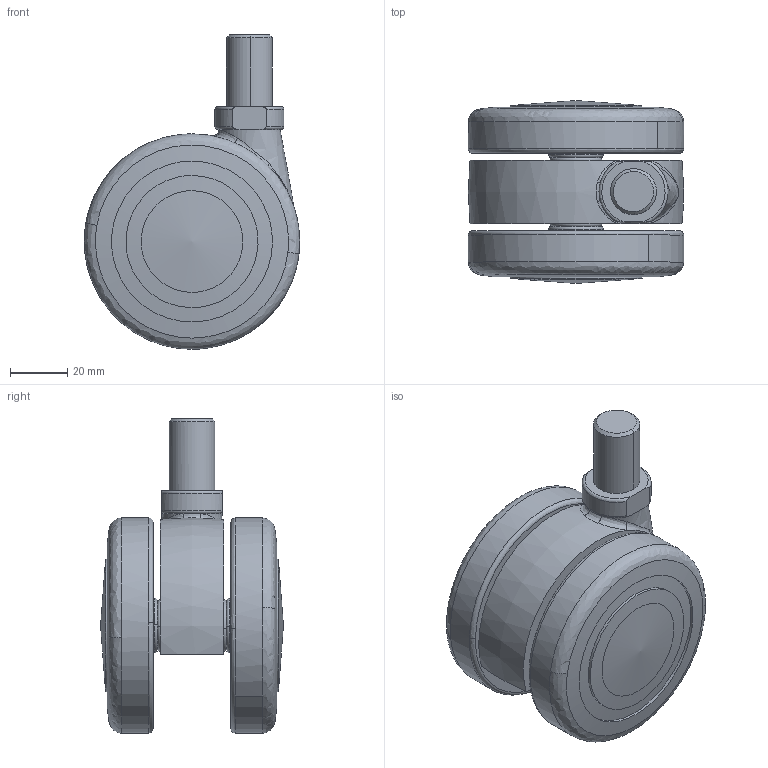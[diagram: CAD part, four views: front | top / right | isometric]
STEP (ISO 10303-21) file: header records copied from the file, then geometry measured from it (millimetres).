
FILE_DESCRIPTION((''),'2;1');
FILE_NAME('','2006-10-31T08:41:26',(''),(''),'','CADfix','');
FILE_SCHEMA(('AUTOMOTIVE_DESIGN'));
Length unit declared in the file: millimetre
Products named in the file (5): wheel_mr; wheel; main shaft; body; TY75N16_5799_36
Assembly tree (4 placements, depth 2):
  TY75N16_5799_36
    wheel_mr
    wheel
    main shaft
    body
Bounding box: 75 x 63.63 x 109.5 mm (x, y, z)
Volume: 190545.4 mm3; surface area: 49494.8 mm2
Topology: 4 solids, 4 shells, 130 faces, 402 edges, 299 vertices
Faces by surface type: bspline 130
Entity records: 6588 total; most frequent: CARTESIAN_POINT 4350, ORIENTED_EDGE 804, EDGE_CURVE 402, VERTEX_POINT 299, EDGE_LOOP 155, FACE_OUTER_BOUND 130, ADVANCED_FACE 130, QUASI_UNIFORM_CURVE 90
